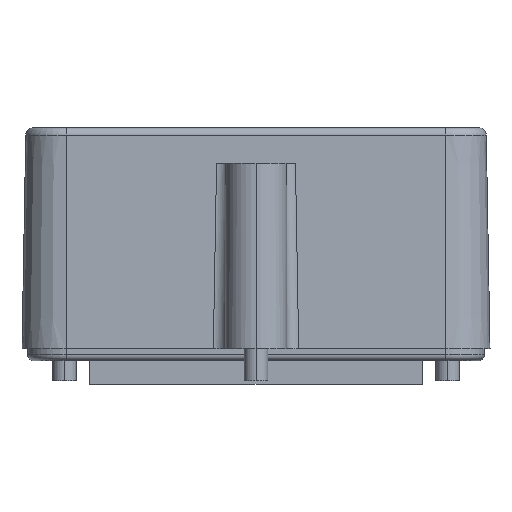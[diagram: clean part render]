
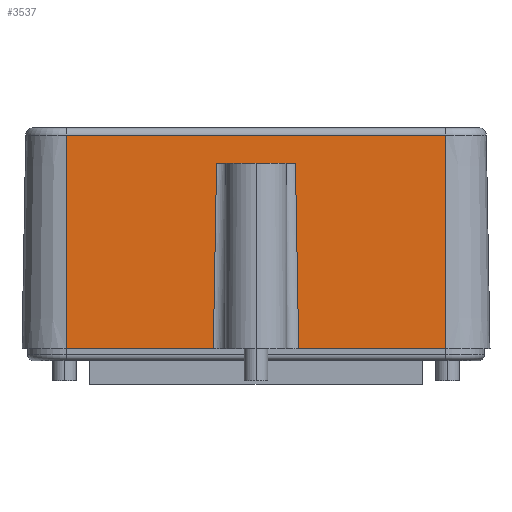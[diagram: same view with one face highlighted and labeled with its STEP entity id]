
A CAD part, front view. The second image highlights one B-rep face of the part: STEP entity #3537.
In plain terms, the highlighted planar face has unit normal (0, -1, 0.018).
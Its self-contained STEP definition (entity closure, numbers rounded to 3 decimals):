
#3480=AXIS2_PLACEMENT_3D('Plane Axis2P3D',#3477,#3478,#3479) ;
#2448=CARTESIAN_POINT('Vertex',(53.6,7.,4.5)) ;
#2451=CARTESIAN_POINT('Line Origine',(44.3,7.,4.5)) ;
#2455=CARTESIAN_POINT('Vertex',(35.,7.,4.5)) ;
#2521=CARTESIAN_POINT('Vertex',(24.2,7.,4.5)) ;
#2524=CARTESIAN_POINT('Line Origine',(14.9,7.,4.5)) ;
#2528=CARTESIAN_POINT('Vertex',(5.6,7.,4.5)) ;
#3458=CARTESIAN_POINT('Line Origine',(53.6,7.244,18.5)) ;
#3462=CARTESIAN_POINT('Vertex',(53.6,7.472,31.517)) ;
#3477=CARTESIAN_POINT('Axis2P3D Location',(59.2,7.,4.5)) ;
#3482=CARTESIAN_POINT('Line Origine',(29.6,7.472,31.517)) ;
#3486=CARTESIAN_POINT('Vertex',(5.6,7.472,31.517)) ;
#3489=CARTESIAN_POINT('Line Origine',(5.6,7.244,18.5)) ;
#3495=CARTESIAN_POINT('Control Point',(24.61,7.41,28.)) ;
#3496=CARTESIAN_POINT('Control Point',(24.2,7.,4.5)) ;
#3497=CARTESIAN_POINT('Vertex',(24.61,7.41,28.)) ;
#3500=CARTESIAN_POINT('Line Origine',(29.6,7.41,28.)) ;
#3504=CARTESIAN_POINT('Vertex',(26.11,7.41,28.)) ;
#3507=CARTESIAN_POINT('Line Origine',(29.6,7.41,28.)) ;
#3511=CARTESIAN_POINT('Vertex',(33.09,7.41,28.)) ;
#3514=CARTESIAN_POINT('Line Origine',(29.6,7.41,28.)) ;
#3518=CARTESIAN_POINT('Vertex',(34.59,7.41,28.)) ;
#3522=CARTESIAN_POINT('Control Point',(34.59,7.41,28.)) ;
#3523=CARTESIAN_POINT('Control Point',(35.,7.,4.5)) ;
#2452=DIRECTION('Vector Direction',(-1.,0.,0.)) ;
#2525=DIRECTION('Vector Direction',(-1.,0.,0.)) ;
#3459=DIRECTION('Vector Direction',(0.,-0.017,-1.)) ;
#3478=DIRECTION('Axis2P3D Direction',(0.,-1.,0.017)) ;
#3479=DIRECTION('Axis2P3D XDirection',(-1.,0.,0.)) ;
#3483=DIRECTION('Vector Direction',(-1.,0.,0.)) ;
#3490=DIRECTION('Vector Direction',(0.,-0.017,-1.)) ;
#3501=DIRECTION('Vector Direction',(-1.,0.,0.)) ;
#3508=DIRECTION('Vector Direction',(-1.,0.,0.)) ;
#3515=DIRECTION('Vector Direction',(-1.,0.,0.)) ;
#2453=VECTOR('Line Direction',#2452,1.) ;
#2526=VECTOR('Line Direction',#2525,1.) ;
#3460=VECTOR('Line Direction',#3459,1.) ;
#3484=VECTOR('Line Direction',#3483,1.) ;
#3491=VECTOR('Line Direction',#3490,1.) ;
#3502=VECTOR('Line Direction',#3501,1.) ;
#3509=VECTOR('Line Direction',#3508,1.) ;
#3516=VECTOR('Line Direction',#3515,1.) ;
#3526=ORIENTED_EDGE('',*,*,#2457,.F.) ;
#3527=ORIENTED_EDGE('',*,*,#3464,.T.) ;
#3528=ORIENTED_EDGE('',*,*,#3488,.F.) ;
#3529=ORIENTED_EDGE('',*,*,#3493,.F.) ;
#3530=ORIENTED_EDGE('',*,*,#2530,.F.) ;
#3531=ORIENTED_EDGE('',*,*,#3499,.F.) ;
#3532=ORIENTED_EDGE('',*,*,#3506,.T.) ;
#3533=ORIENTED_EDGE('',*,*,#3513,.T.) ;
#3534=ORIENTED_EDGE('',*,*,#3520,.T.) ;
#3535=ORIENTED_EDGE('',*,*,#3524,.T.) ;
#3537=ADVANCED_FACE('427759.1\\427562.1\\Haube',(#3536),#3481,.T.) ;
#3494=B_SPLINE_CURVE_WITH_KNOTS('',1,(#3495,#3496),.UNSPECIFIED.,.F.,.U.,(2,2),(-9.994,13.513),.UNSPECIFIED.) ;
#3521=B_SPLINE_CURVE_WITH_KNOTS('',1,(#3522,#3523),.UNSPECIFIED.,.F.,.U.,(2,2),(-9.994,13.513),.UNSPECIFIED.) ;
#2457=EDGE_CURVE('',#2449,#2456,#2454,.T.) ;
#2530=EDGE_CURVE('',#2522,#2529,#2527,.T.) ;
#3464=EDGE_CURVE('',#2449,#3463,#3461,.F.) ;
#3488=EDGE_CURVE('',#3487,#3463,#3485,.F.) ;
#3493=EDGE_CURVE('',#2529,#3487,#3492,.F.) ;
#3499=EDGE_CURVE('',#3498,#2522,#3494,.T.) ;
#3506=EDGE_CURVE('',#3498,#3505,#3503,.F.) ;
#3513=EDGE_CURVE('',#3505,#3512,#3510,.F.) ;
#3520=EDGE_CURVE('',#3512,#3519,#3517,.F.) ;
#3524=EDGE_CURVE('',#3519,#2456,#3521,.T.) ;
#3525=EDGE_LOOP('',(#3526,#3527,#3528,#3529,#3530,#3531,#3532,#3533,#3534,#3535)) ;
#3536=FACE_OUTER_BOUND('',#3525,.T.) ;
#2454=LINE('Line',#2451,#2453) ;
#2527=LINE('Line',#2524,#2526) ;
#3461=LINE('Line',#3458,#3460) ;
#3485=LINE('Line',#3482,#3484) ;
#3492=LINE('Line',#3489,#3491) ;
#3503=LINE('Line',#3500,#3502) ;
#3510=LINE('Line',#3507,#3509) ;
#3517=LINE('Line',#3514,#3516) ;
#3481=PLANE('',#3480) ;
#2449=VERTEX_POINT('',#2448) ;
#2456=VERTEX_POINT('',#2455) ;
#2522=VERTEX_POINT('',#2521) ;
#2529=VERTEX_POINT('',#2528) ;
#3463=VERTEX_POINT('',#3462) ;
#3487=VERTEX_POINT('',#3486) ;
#3498=VERTEX_POINT('',#3497) ;
#3505=VERTEX_POINT('',#3504) ;
#3512=VERTEX_POINT('',#3511) ;
#3519=VERTEX_POINT('',#3518) ;
